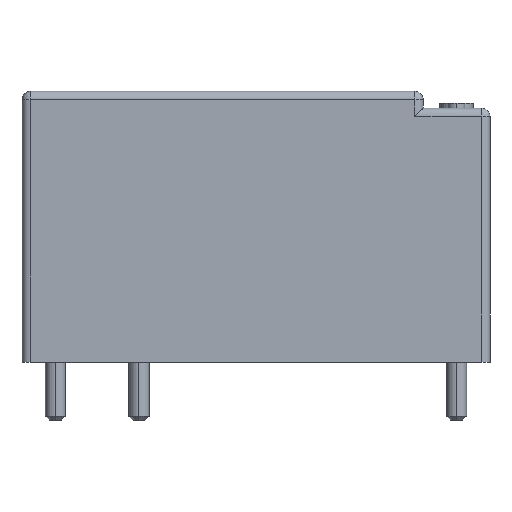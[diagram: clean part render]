
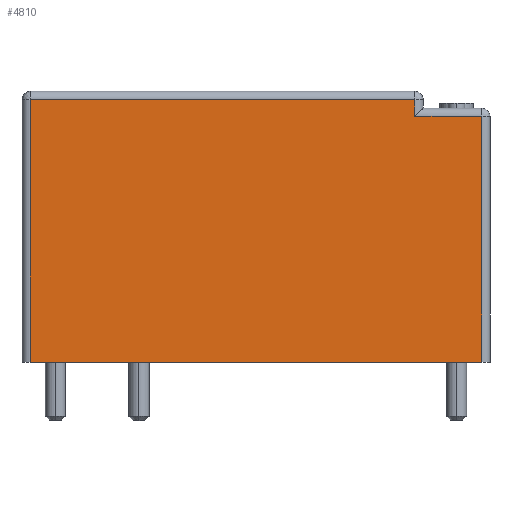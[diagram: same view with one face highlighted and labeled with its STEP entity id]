
A CAD part, left-side view. The second image highlights one B-rep face of the part: STEP entity #4810.
In plain terms, the highlighted planar face has unit normal (-1, 0, 0).
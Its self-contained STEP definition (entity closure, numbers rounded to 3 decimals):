
#397 = VERTEX_POINT ( 'NONE', #15705 ) ;
#645 = VERTEX_POINT ( 'NONE', #1804 ) ;
#1349 = CARTESIAN_POINT ( 'NONE',  ( -5., -14., 15.7 ) ) ;
#1487 = FACE_OUTER_BOUND ( 'NONE', #2092, .T. ) ;
#1804 = CARTESIAN_POINT ( 'NONE',  ( -5., -13.5, 14.7 ) ) ;
#2039 = LINE ( 'NONE', #5387, #15319 ) ;
#2092 = EDGE_LOOP ( 'NONE', ( #15458, #20782, #20604, #16066, #21240, #18079 ) ) ;
#2655 = CARTESIAN_POINT ( 'NONE',  ( -5., -9.5, 0. ) ) ;
#3679 = LINE ( 'NONE', #20598, #17532 ) ;
#3943 = VERTEX_POINT ( 'NONE', #17099 ) ;
#4810 = ADVANCED_FACE ( 'NONE', ( #1487 ), #11116, .T. ) ;
#5171 = EDGE_CURVE ( 'NONE', #645, #9716, #3679, .T. ) ;
#5264 = LINE ( 'NONE', #1349, #10045 ) ;
#5387 = CARTESIAN_POINT ( 'NONE',  ( -5., 13.5, 0. ) ) ;
#7212 = EDGE_CURVE ( 'NONE', #9716, #21363, #19060, .T. ) ;
#7547 = CARTESIAN_POINT ( 'NONE',  ( -5., -14., 0. ) ) ;
#8883 = CARTESIAN_POINT ( 'NONE',  ( -5., -9.5, 15.7 ) ) ;
#8967 = EDGE_CURVE ( 'NONE', #397, #645, #9840, .T. ) ;
#9246 = VECTOR ( 'NONE', #22701, 1000. ) ;
#9355 = DIRECTION ( 'NONE',  ( 0., 0., 1. ) ) ;
#9398 = VECTOR ( 'NONE', #18929, 1000. ) ;
#9435 = CARTESIAN_POINT ( 'NONE',  ( -5., -9.5, 14.7 ) ) ;
#9716 = VERTEX_POINT ( 'NONE', #9435 ) ;
#9840 = LINE ( 'NONE', #20911, #9246 ) ;
#10045 = VECTOR ( 'NONE', #12103, 1000. ) ;
#10917 = EDGE_CURVE ( 'NONE', #21363, #17198, #5264, .T. ) ;
#11116 = PLANE ( 'NONE',  #16829 ) ;
#11749 = CARTESIAN_POINT ( 'NONE',  ( -5., 0., 0. ) ) ;
#11801 = CARTESIAN_POINT ( 'NONE',  ( -5., 13.5, 15.7 ) ) ;
#12103 = DIRECTION ( 'NONE',  ( 0., 1., 0. ) ) ;
#12639 = DIRECTION ( 'NONE',  ( 0., 0., -1. ) ) ;
#15319 = VECTOR ( 'NONE', #12639, 1000. ) ;
#15458 = ORIENTED_EDGE ( 'NONE', *, *, #15816, .T. ) ;
#15705 = CARTESIAN_POINT ( 'NONE',  ( -5., -13.5, 0. ) ) ;
#15816 = EDGE_CURVE ( 'NONE', #17198, #3943, #2039, .T. ) ;
#15828 = LINE ( 'NONE', #11749, #20631 ) ;
#16066 = ORIENTED_EDGE ( 'NONE', *, *, #5171, .T. ) ;
#16829 = AXIS2_PLACEMENT_3D ( 'NONE', #7547, #20214, #9355 ) ;
#17099 = CARTESIAN_POINT ( 'NONE',  ( -5., 13.5, 0. ) ) ;
#17198 = VERTEX_POINT ( 'NONE', #11801 ) ;
#17532 = VECTOR ( 'NONE', #18882, 1000. ) ;
#18079 = ORIENTED_EDGE ( 'NONE', *, *, #10917, .T. ) ;
#18882 = DIRECTION ( 'NONE',  ( 0., 1., 0. ) ) ;
#18929 = DIRECTION ( 'NONE',  ( 0., 0., 1. ) ) ;
#19060 = LINE ( 'NONE', #2655, #9398 ) ;
#20214 = DIRECTION ( 'NONE',  ( -1., 0., 0. ) ) ;
#20598 = CARTESIAN_POINT ( 'NONE',  ( -5., -14., 14.7 ) ) ;
#20604 = ORIENTED_EDGE ( 'NONE', *, *, #8967, .T. ) ;
#20631 = VECTOR ( 'NONE', #22519, 1000. ) ;
#20782 = ORIENTED_EDGE ( 'NONE', *, *, #22668, .T. ) ;
#20911 = CARTESIAN_POINT ( 'NONE',  ( -5., -13.5, 0. ) ) ;
#21240 = ORIENTED_EDGE ( 'NONE', *, *, #7212, .T. ) ;
#21363 = VERTEX_POINT ( 'NONE', #8883 ) ;
#22519 = DIRECTION ( 'NONE',  ( 0., -1., 0. ) ) ;
#22668 = EDGE_CURVE ( 'NONE', #3943, #397, #15828, .T. ) ;
#22701 = DIRECTION ( 'NONE',  ( 0., 0., 1. ) ) ;
